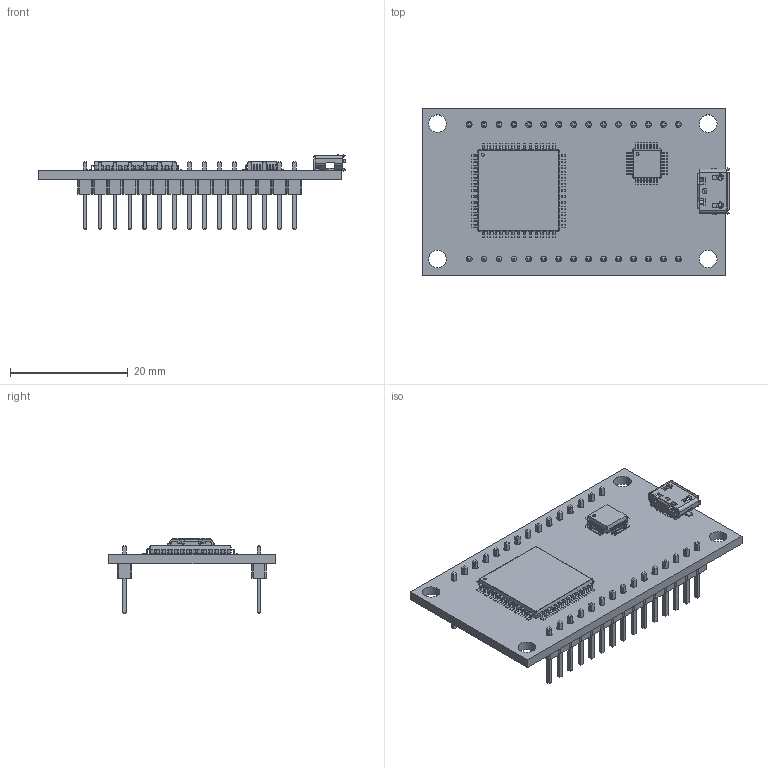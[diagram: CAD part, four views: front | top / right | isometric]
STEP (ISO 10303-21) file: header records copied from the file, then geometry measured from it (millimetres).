
FILE_DESCRIPTION(('FreeCAD Model'),'2;1');
FILE_NAME('Open CASCADE Shape Model','2023-08-07T10:18:08',('BT'),(''), 'Open CASCADE STEP processor 7.6','FreeCAD','Unknown');
FILE_SCHEMA(('AUTOMOTIVE_DESIGN { 1 0 10303 214 1 1 1 1 }'));
Length unit declared in the file: millimetre
Products named in the file (10): ESP_32_Mine_1; Step_Models_6c2e; Top_6c2e; REF_LQFP_32_5x5mm_P05mm_21ae3b2d2923; REF_USB_Micro-B_Molex_47346-0001_a6f6dbae6fe9; REF_LQFP_52_14x14mm_P1mm_871a51851ca5; Bot_6c2e; REF_PinHeader_1x15_P254mm_Vertical_0f8980515e84; Board_Geoms_6c2e; Pcb_6c2e
Assembly tree (10 placements, depth 4):
  ESP_32_Mine_1
    Step_Models_6c2e
      Top_6c2e
        REF_LQFP_32_5x5mm_P05mm_21ae3b2d2923
        REF_USB_Micro-B_Molex_47346-0001_a6f6dbae6fe9
        REF_LQFP_52_14x14mm_P1mm_871a51851ca5
      Bot_6c2e
        REF_PinHeader_1x15_P254mm_Vertical_0f8980515e84  x2
    Board_Geoms_6c2e
      Pcb_6c2e
Bounding box: 52.13 x 28.3 x 12.84 mm (x, y, z)
Volume: 3188 mm3; surface area: 5673.4 mm2
Topology: 6 solids, 6 shells, 2592 faces, 6924 edges, 4386 vertices
Faces by surface type: plane 1951, cylinder 497, bspline 140, sphere 4
Full cylindrical faces by diameter (mm): 0.5 x2, 1 x30, 3 x4
Entity records: 85101 total; most frequent: CARTESIAN_POINT 13235, ORIENTED_EDGE 12088, DIRECTION 11171, EDGE_CURVE 6044, LINE 4895, VECTOR 4895, VERTEX_POINT 3842, AXIS2_PLACEMENT_3D 3138
